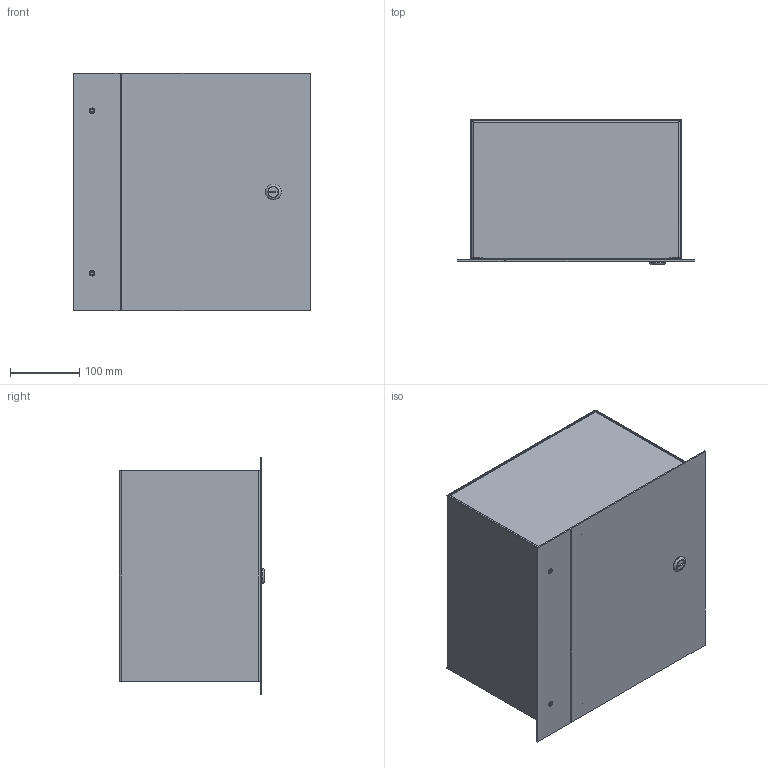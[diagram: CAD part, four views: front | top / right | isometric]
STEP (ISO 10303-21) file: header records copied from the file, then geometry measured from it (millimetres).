
FILE_DESCRIPTION( ( 'Unknown' ), '1' );
FILE_NAME( 'TCF121208.stp', 'Unknown', ( 'Unknown' ), ( 'Unknown' ), 'PSStep 16.0.42', 'Unknown', ' ' );
FILE_SCHEMA( ( 'AUTOMOTIVE_DESIGN { 1 0 10303 214 1 1 1 1 }' ) );
Length unit declared in the file: millimetre
Products named in the file (21): LOCK AVEC TOURNEVIS TYPE 4-12 SANS CAME; HOSING-oa0; INSERT POUR TOURNEVIS-oa1; NOIX DE FIXATION-oa2; Oring-oa3; Oring-oa4; SEAL BLANC-oa5; STOPPER DESSOUS-oa6; VIS DE RETENUE DE LA CAME-oa7; A11KK; CAME K; TCF1212_COUVERCLE_14ga; TC_porte; TCF1212C_14ga; TCF1212_LANGUETTE_14ga; TC_boitier; TCF1212L_14ga; TC121208_BOITIER_16ga; TCxx1208E_16ga; TC121208B_16ga; Assem1
Assembly tree (23 placements, depth 5):
  Assem1
    TC121208_BOITIER_16ga
      TCxx1208E_16ga  x2
      TC121208B_16ga
    TCF1212_LANGUETTE_14ga
      TC_boitier  x2
      TCF1212L_14ga
    TCF1212_COUVERCLE_14ga
      TC_porte  x2
      TCF1212C_14ga
      A11KK
        CAME K
        LOCK AVEC TOURNEVIS TYPE 4-12 SANS CAME
          HOSING-oa0
          INSERT POUR TOURNEVIS-oa1
          NOIX DE FIXATION-oa2
          Oring-oa3
          Oring-oa4
          SEAL BLANC-oa5
          STOPPER DESSOUS-oa6
          VIS DE RETENUE DE LA CAME-oa7
Bounding box: 342.9 x 209.58 x 342.9 mm (x, y, z)
Volume: 809793.8 mm3; surface area: 1014689.3 mm2
Topology: 18 solids, 18 shells, 631 faces, 1592 edges, 1013 vertices
Faces by surface type: plane 324, cylinder 161, bspline 106, torus 21, cone 16, sphere 3
Full cylindrical faces by diameter (mm): 3.523 x2, 3.81 x6, 4.293 x4, 6.096 x2, 6.35 x4, 6.985 x1, 7.925 x6, 9.881 x1, 10.084 x1, 11.176 x1, 11.862 x1, 12.192 x1, 12.827 x1, 15.748 x1, 15.799 x1, 17.462 x1, 22.86 x1
Entity records: 49194 total; most frequent: CARTESIAN_POINT 31936, ORIENTED_EDGE 2696, DIRECTION 2339, EDGE_CURVE 1348, VERTEX_POINT 883, AXIS2_PLACEMENT_3D 831, LINE 677, VECTOR 677
